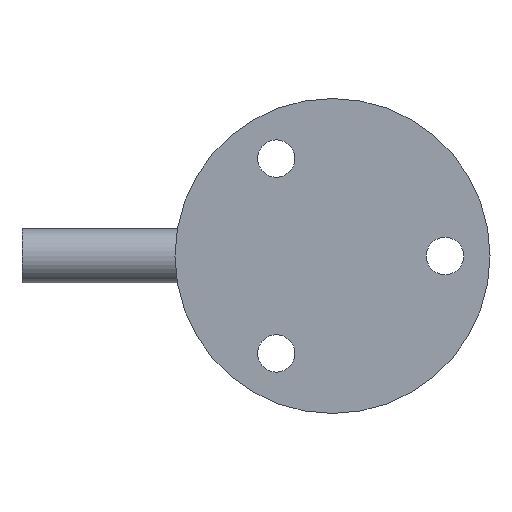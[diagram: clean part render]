
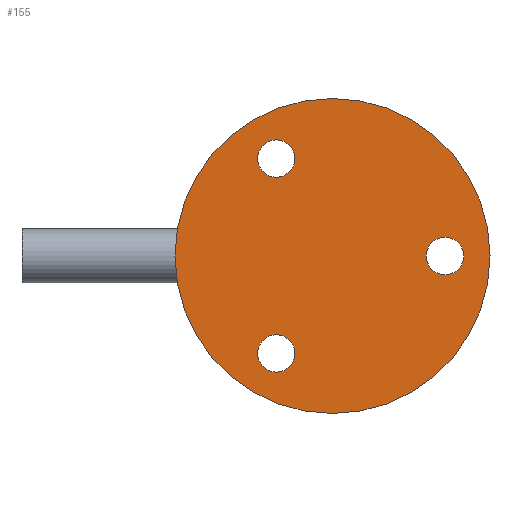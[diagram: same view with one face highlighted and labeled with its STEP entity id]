
A CAD part, left-side view. The second image highlights one B-rep face of the part: STEP entity #155.
In plain terms, the highlighted planar face has unit normal (-1, 0, 0).
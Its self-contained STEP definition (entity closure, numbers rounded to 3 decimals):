
#12 = EDGE_CURVE ( 'NONE', #654, #201, #860, .T. ) ;
#23 = VERTEX_POINT ( 'NONE', #488 ) ;
#30 = VERTEX_POINT ( 'NONE', #209 ) ;
#32 = DIRECTION ( 'NONE',  ( 1., 0., 0. ) ) ;
#47 = CARTESIAN_POINT ( 'NONE',  ( 0., 0., 0. ) ) ;
#54 = EDGE_LOOP ( 'NONE', ( #571, #127 ) ) ;
#69 = AXIS2_PLACEMENT_3D ( 'NONE', #475, #273, #282 ) ;
#99 = DIRECTION ( 'NONE',  ( 0., 0., -1. ) ) ;
#112 = FACE_BOUND ( 'NONE', #54, .T. ) ;
#113 = CARTESIAN_POINT ( 'NONE',  ( 0., -25., -4.15 ) ) ;
#127 = ORIENTED_EDGE ( 'NONE', *, *, #452, .T. ) ;
#130 = DIRECTION ( 'NONE',  ( 1., 0., 0. ) ) ;
#136 = CIRCLE ( 'NONE', #315, 35. ) ;
#141 = CARTESIAN_POINT ( 'NONE',  ( 0., -25., 0. ) ) ;
#155 = ADVANCED_FACE ( 'NONE', ( #326, #593, #112, #864 ), #382, .F. ) ;
#158 = DIRECTION ( 'NONE',  ( 0., 0., -1. ) ) ;
#165 = DIRECTION ( 'NONE',  ( 0., 0., -1. ) ) ;
#168 = DIRECTION ( 'NONE',  ( 1., 0., 0. ) ) ;
#177 = CIRCLE ( 'NONE', #695, 4.15 ) ;
#179 = AXIS2_PLACEMENT_3D ( 'NONE', #47, #650, #314 ) ;
#201 = VERTEX_POINT ( 'NONE', #406 ) ;
#209 = CARTESIAN_POINT ( 'NONE',  ( 0., 0., 35. ) ) ;
#217 = CARTESIAN_POINT ( 'NONE',  ( 0., 12.5, -21.651 ) ) ;
#224 = CIRCLE ( 'NONE', #372, 35. ) ;
#236 = ORIENTED_EDGE ( 'NONE', *, *, #558, .T. ) ;
#262 = DIRECTION ( 'NONE',  ( 0., 0., -1. ) ) ;
#273 = DIRECTION ( 'NONE',  ( 1., 0., 0. ) ) ;
#282 = DIRECTION ( 'NONE',  ( 0., 0., -1. ) ) ;
#283 = AXIS2_PLACEMENT_3D ( 'NONE', #400, #130, #262 ) ;
#286 = DIRECTION ( 'NONE',  ( 1., 0., 0. ) ) ;
#287 = VERTEX_POINT ( 'NONE', #620 ) ;
#291 = EDGE_CURVE ( 'NONE', #201, #654, #547, .T. ) ;
#311 = ORIENTED_EDGE ( 'NONE', *, *, #497, .T. ) ;
#314 = DIRECTION ( 'NONE',  ( 0., 0., -1. ) ) ;
#315 = AXIS2_PLACEMENT_3D ( 'NONE', #364, #32, #165 ) ;
#326 = FACE_BOUND ( 'NONE', #407, .T. ) ;
#340 = AXIS2_PLACEMENT_3D ( 'NONE', #217, #405, #553 ) ;
#342 = CARTESIAN_POINT ( 'NONE',  ( 0., 0., -35. ) ) ;
#348 = EDGE_LOOP ( 'NONE', ( #516, #621 ) ) ;
#360 = VERTEX_POINT ( 'NONE', #672 ) ;
#364 = CARTESIAN_POINT ( 'NONE',  ( 0., 0., 0. ) ) ;
#372 = AXIS2_PLACEMENT_3D ( 'NONE', #702, #648, #573 ) ;
#377 = CIRCLE ( 'NONE', #283, 4.15 ) ;
#382 = PLANE ( 'NONE',  #179 ) ;
#400 = CARTESIAN_POINT ( 'NONE',  ( 0., 12.5, 21.651 ) ) ;
#405 = DIRECTION ( 'NONE',  ( 1., 0., 0. ) ) ;
#406 = CARTESIAN_POINT ( 'NONE',  ( 0., 12.5, -25.801 ) ) ;
#407 = EDGE_LOOP ( 'NONE', ( #311, #236 ) ) ;
#427 = DIRECTION ( 'NONE',  ( 0., 0., -1. ) ) ;
#451 = AXIS2_PLACEMENT_3D ( 'NONE', #141, #286, #158 ) ;
#452 = EDGE_CURVE ( 'NONE', #360, #23, #377, .T. ) ;
#475 = CARTESIAN_POINT ( 'NONE',  ( 0., 12.5, -21.651 ) ) ;
#488 = CARTESIAN_POINT ( 'NONE',  ( 0., 12.5, 17.501 ) ) ;
#494 = ORIENTED_EDGE ( 'NONE', *, *, #12, .T. ) ;
#497 = EDGE_CURVE ( 'NONE', #813, #287, #177, .T. ) ;
#512 = AXIS2_PLACEMENT_3D ( 'NONE', #637, #168, #99 ) ;
#516 = ORIENTED_EDGE ( 'NONE', *, *, #638, .F. ) ;
#547 = CIRCLE ( 'NONE', #69, 4.15 ) ;
#553 = DIRECTION ( 'NONE',  ( 0., 0., -1. ) ) ;
#558 = EDGE_CURVE ( 'NONE', #287, #813, #832, .T. ) ;
#565 = CARTESIAN_POINT ( 'NONE',  ( 0., 12.5, -17.501 ) ) ;
#571 = ORIENTED_EDGE ( 'NONE', *, *, #657, .T. ) ;
#573 = DIRECTION ( 'NONE',  ( 0., 0., -1. ) ) ;
#592 = VERTEX_POINT ( 'NONE', #342 ) ;
#593 = FACE_BOUND ( 'NONE', #624, .T. ) ;
#620 = CARTESIAN_POINT ( 'NONE',  ( 0., -25., 4.15 ) ) ;
#621 = ORIENTED_EDGE ( 'NONE', *, *, #766, .F. ) ;
#624 = EDGE_LOOP ( 'NONE', ( #673, #494 ) ) ;
#629 = CIRCLE ( 'NONE', #512, 4.15 ) ;
#637 = CARTESIAN_POINT ( 'NONE',  ( 0., 12.5, 21.651 ) ) ;
#638 = EDGE_CURVE ( 'NONE', #30, #592, #224, .T. ) ;
#648 = DIRECTION ( 'NONE',  ( 1., 0., 0. ) ) ;
#650 = DIRECTION ( 'NONE',  ( 1., 0., 0. ) ) ;
#654 = VERTEX_POINT ( 'NONE', #565 ) ;
#657 = EDGE_CURVE ( 'NONE', #23, #360, #629, .T. ) ;
#672 = CARTESIAN_POINT ( 'NONE',  ( 0., 12.5, 25.801 ) ) ;
#673 = ORIENTED_EDGE ( 'NONE', *, *, #291, .T. ) ;
#695 = AXIS2_PLACEMENT_3D ( 'NONE', #747, #699, #427 ) ;
#699 = DIRECTION ( 'NONE',  ( 1., 0., 0. ) ) ;
#702 = CARTESIAN_POINT ( 'NONE',  ( 0., 0., 0. ) ) ;
#747 = CARTESIAN_POINT ( 'NONE',  ( 0., -25., 0. ) ) ;
#766 = EDGE_CURVE ( 'NONE', #592, #30, #136, .T. ) ;
#813 = VERTEX_POINT ( 'NONE', #113 ) ;
#832 = CIRCLE ( 'NONE', #451, 4.15 ) ;
#860 = CIRCLE ( 'NONE', #340, 4.15 ) ;
#864 = FACE_OUTER_BOUND ( 'NONE', #348, .T. ) ;
